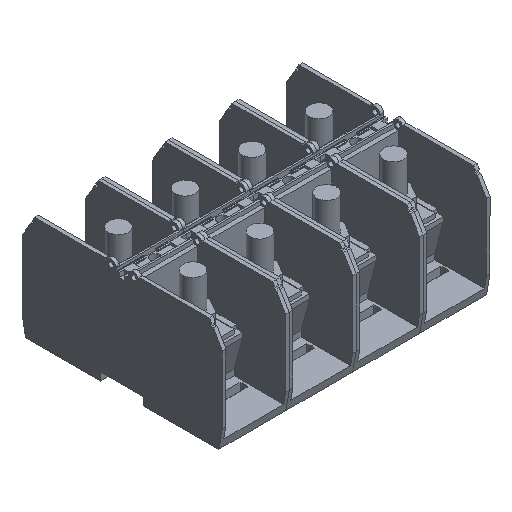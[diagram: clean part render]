
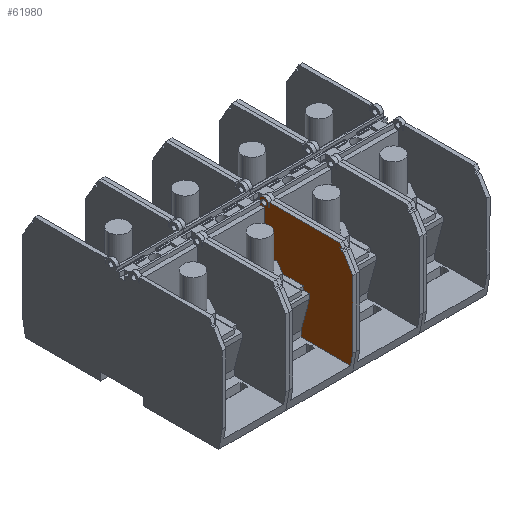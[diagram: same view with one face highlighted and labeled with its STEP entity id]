
A CAD part, isometric view. The second image highlights one B-rep face of the part: STEP entity #61980.
In plain terms, the highlighted face is planar.
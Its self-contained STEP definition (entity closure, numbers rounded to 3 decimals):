
#56240=CARTESIAN_POINT('',(84.615,-167.6,-39.35));
#56250=VERTEX_POINT('',#56240);
#56280=CARTESIAN_POINT('',(77.046,-210.526,
-39.35));
#56290=DIRECTION('',(-0.174,-0.985,
0.));
#56300=VECTOR('',#56290,1.);
#56310=LINE('',#56280,#56300);
#56320=CARTESIAN_POINT('',(82.949,-177.053,
-39.35));
#56330=VERTEX_POINT('',#56320);
#56340=EDGE_CURVE('',#56250,#56330,#56310,.T.);
#57620=CARTESIAN_POINT('',(154.949,-244.6,
-39.35));
#57630=VERTEX_POINT('',#57620);
#57660=CARTESIAN_POINT('',(154.949,-210.526,
-39.35));
#57670=DIRECTION('',(0.,-1.,0.));
#57680=VECTOR('',#57670,1.);
#57690=LINE('',#57660,#57680);
#57700=CARTESIAN_POINT('',(154.949,-200.4,-39.35));
#57710=VERTEX_POINT('',#57700);
#57720=EDGE_CURVE('',#57710,#57630,#57690,.T.);
#59550=CARTESIAN_POINT('',(158.549,-244.539,
-39.35));
#59560=VERTEX_POINT('',#59550);
#59590=CARTESIAN_POINT('',(169.486,-244.355,
-39.35));
#59600=DIRECTION('',(1.,0.017,
0.));
#59610=VECTOR('',#59600,1.);
#59620=LINE('',#59590,#59610);
#59630=EDGE_CURVE('',#57630,#59560,#59620,.T.);
#59860=CARTESIAN_POINT('',(158.549,-247.75,
-39.35));
#59870=VERTEX_POINT('',#59860);
#59900=CARTESIAN_POINT('',(158.549,-210.526,
-39.35));
#59910=DIRECTION('',(0.,-1.,0.));
#59920=VECTOR('',#59910,1.);
#59930=LINE('',#59900,#59920);
#59940=EDGE_CURVE('',#59560,#59870,#59930,.T.);
#60070=CARTESIAN_POINT('',(103.749,-212.95,
-39.35));
#60080=DIRECTION('',(0.,0.,1.));
#60090=DIRECTION('',(-1.,0.,0.));
#60100=AXIS2_PLACEMENT_3D('',#60070,#60080,#60090);
#60110=PLANE('',#60100);
#60120=CARTESIAN_POINT('',(169.486,-260.781,
-39.35));
#60130=DIRECTION('',(-0.985,0.174,
0.));
#60140=VECTOR('',#60130,1.);
#60150=LINE('',#60120,#60140);
#60160=CARTESIAN_POINT('',(93.299,-247.348,
-39.35));
#60170=VERTEX_POINT('',#60160);
#60180=CARTESIAN_POINT('',(91.458,-247.023,
-39.35));
#60190=VERTEX_POINT('',#60180);
#60200=EDGE_CURVE('',#60170,#60190,#60150,.T.);
#60210=ORIENTED_EDGE('',*,*,#60200,.T.);
#60220=CARTESIAN_POINT('',(72.04,-210.526,
-39.35));
#60230=DIRECTION('',(0.5,-0.866,0.));
#60240=VECTOR('',#60230,1.);
#60250=LINE('',#60220,#60240);
#60260=CARTESIAN_POINT('',(91.978,-245.06,
-39.35));
#60270=VERTEX_POINT('',#60260);
#60280=EDGE_CURVE('',#60270,#60170,#60250,.T.);
#60290=ORIENTED_EDGE('',*,*,#60280,.T.);
#60300=CARTESIAN_POINT('',(169.486,-245.06,
-39.35));
#60310=DIRECTION('',(1.,0.,0.));
#60320=VECTOR('',#60310,1.);
#60330=LINE('',#60300,#60320);
#60340=CARTESIAN_POINT('',(90.324,-245.06,
-39.35));
#60350=VERTEX_POINT('',#60340);
#60360=EDGE_CURVE('',#60350,#60270,#60330,.T.);
#60370=ORIENTED_EDGE('',*,*,#60360,.T.);
#60380=CARTESIAN_POINT('',(70.386,-210.526,
-39.35));
#60390=DIRECTION('',(0.5,-0.866,
0.));
#60400=VECTOR('',#60390,1.);
#60410=LINE('',#60380,#60400);
#60420=CARTESIAN_POINT('',(82.949,-232.285,
-39.35));
#60430=VERTEX_POINT('',#60420);
#60440=EDGE_CURVE('',#60430,#60350,#60410,.T.);
#60450=ORIENTED_EDGE('',*,*,#60440,.T.);
#60460=CARTESIAN_POINT('',(82.949,-210.526,
-39.35));
#60470=DIRECTION('',(0.,-1.,0.));
#60480=VECTOR('',#60470,1.);
#60490=LINE('',#60460,#60480);
#60500=EDGE_CURVE('',#56330,#60430,#60490,.T.);
#60510=ORIENTED_EDGE('',*,*,#60500,.T.);
#60520=ORIENTED_EDGE('',*,*,#56340,.T.);
#60530=CARTESIAN_POINT('',(169.486,-167.6,-39.35));
#60540=DIRECTION('',(1.,0.,0.));
#60550=VECTOR('',#60540,1.);
#60560=LINE('',#60530,#60550);
#60570=CARTESIAN_POINT('',(125.199,-167.6,-39.35));
#60580=VERTEX_POINT('',#60570);
#60590=EDGE_CURVE('',#56250,#60580,#60560,.T.);
#60600=ORIENTED_EDGE('',*,*,#60590,.F.);
#60610=CARTESIAN_POINT('',(125.199,-210.526,
-39.35));
#60620=DIRECTION('',(0.,-1.,0.));
#60630=VECTOR('',#60620,1.);
#60640=LINE('',#60610,#60630);
#60650=CARTESIAN_POINT('',(125.199,-172.265,
-39.35));
#60660=VERTEX_POINT('',#60650);
#60670=EDGE_CURVE('',#60580,#60660,#60640,.T.);
#60680=ORIENTED_EDGE('',*,*,#60670,.F.);
#60690=CARTESIAN_POINT('',(114.947,-210.526,
-39.35));
#60700=DIRECTION('',(-0.259,-0.966,
0.));
#60710=VECTOR('',#60700,1.);
#60720=LINE('',#60690,#60710);
#60730=CARTESIAN_POINT('',(118.249,-198.203,
-39.35));
#60740=VERTEX_POINT('',#60730);
#60750=EDGE_CURVE('',#60660,#60740,#60720,.T.);
#60760=ORIENTED_EDGE('',*,*,#60750,.F.);
#60770=CARTESIAN_POINT('',(118.249,-210.526,
-39.35));
#60780=DIRECTION('',(0.,-1.,0.));
#60790=VECTOR('',#60780,1.);
#60800=LINE('',#60770,#60790);
#60810=CARTESIAN_POINT('',(118.249,-201.9,-39.35));
#60820=VERTEX_POINT('',#60810);
#60830=EDGE_CURVE('',#60740,#60820,#60800,.T.);
#60840=ORIENTED_EDGE('',*,*,#60830,.F.);
#60850=CARTESIAN_POINT('',(169.486,-201.9,-39.35));
#60860=DIRECTION('',(1.,0.,0.));
#60870=VECTOR('',#60860,1.);
#60880=LINE('',#60850,#60870);
#60890=CARTESIAN_POINT('',(123.249,-201.9,-39.35));
#60900=VERTEX_POINT('',#60890);
#60910=EDGE_CURVE('',#60820,#60900,#60880,.T.);
#60920=ORIENTED_EDGE('',*,*,#60910,.F.);
#60930=CARTESIAN_POINT('',(123.249,-210.526,
-39.35));
#60940=DIRECTION('',(0.,-1.,0.));
#60950=VECTOR('',#60940,1.);
#60960=LINE('',#60930,#60950);
#60970=CARTESIAN_POINT('',(123.249,-204.9,
-39.35));
#60980=VERTEX_POINT('',#60970);
#60990=EDGE_CURVE('',#60900,#60980,#60960,.T.);
#61000=ORIENTED_EDGE('',*,*,#60990,.F.);
#61010=CARTESIAN_POINT('',(169.486,-204.9,
-39.35));
#61020=DIRECTION('',(1.,0.,0.));
#61030=VECTOR('',#61020,1.);
#61040=LINE('',#61010,#61030);
#61050=CARTESIAN_POINT('',(148.599,-204.9,
-39.35));
#61060=VERTEX_POINT('',#61050);
#61070=EDGE_CURVE('',#60980,#61060,#61040,.T.);
#61080=ORIENTED_EDGE('',*,*,#61070,.F.);
#61090=CARTESIAN_POINT('',(148.599,-210.526,
-39.35));
#61100=DIRECTION('',(0.,1.,0.));
#61110=VECTOR('',#61100,1.);
#61120=LINE('',#61090,#61110);
#61130=CARTESIAN_POINT('',(148.599,-200.4,-39.35));
#61140=VERTEX_POINT('',#61130);
#61150=EDGE_CURVE('',#61060,#61140,#61120,.T.);
#61160=ORIENTED_EDGE('',*,*,#61150,.F.);
#61170=CARTESIAN_POINT('',(169.486,-200.4,-39.35));
#61180=DIRECTION('',(1.,0.,0.));
#61190=VECTOR('',#61180,1.);
#61200=LINE('',#61170,#61190);
#61210=EDGE_CURVE('',#61140,#57710,#61200,.T.);
#61220=ORIENTED_EDGE('',*,*,#61210,.F.);
#61230=ORIENTED_EDGE('',*,*,#57720,.F.);
#61240=ORIENTED_EDGE('',*,*,#59630,.F.);
#61250=ORIENTED_EDGE('',*,*,#59940,.F.);
#61260=CARTESIAN_POINT('',(169.486,-247.75,
-39.35));
#61270=DIRECTION('',(1.,0.,0.));
#61280=VECTOR('',#61270,1.);
#61290=LINE('',#61260,#61280);
#61300=CARTESIAN_POINT('',(159.546,-247.75,
-39.35));
#61310=VERTEX_POINT('',#61300);
#61320=EDGE_CURVE('',#59870,#61310,#61290,.T.);
#61330=ORIENTED_EDGE('',*,*,#61320,.F.);
#61340=CARTESIAN_POINT('',(155.549,-247.9,
-39.35));
#61350=DIRECTION('',(0.,0.,-1.));
#61360=DIRECTION('',(1.,0.,0.));
#61370=AXIS2_PLACEMENT_3D('',#61340,#61350,#61360);
#61380=CIRCLE('',#61370,4.);
#61390=CARTESIAN_POINT('',(151.599,-248.53,
-39.35));
#61400=VERTEX_POINT('',#61390);
#61410=EDGE_CURVE('',#61310,#61400,#61380,.T.);
#61420=ORIENTED_EDGE('',*,*,#61410,.F.);
#61430=CARTESIAN_POINT('',(151.599,-210.526,
-39.35));
#61440=DIRECTION('',(0.,-1.,0.));
#61450=VECTOR('',#61440,1.);
#61460=LINE('',#61430,#61450);
#61470=CARTESIAN_POINT('',(151.599,-246.4,
-39.35));
#61480=VERTEX_POINT('',#61470);
#61490=EDGE_CURVE('',#61480,#61400,#61460,.T.);
#61500=ORIENTED_EDGE('',*,*,#61490,.T.);
#61510=CARTESIAN_POINT('',(169.486,-246.4,
-39.35));
#61520=DIRECTION('',(1.,0.,0.));
#61530=VECTOR('',#61520,1.);
#61540=LINE('',#61510,#61530);
#61550=CARTESIAN_POINT('',(150.949,-246.4,
-39.35));
#61560=VERTEX_POINT('',#61550);
#61570=EDGE_CURVE('',#61560,#61480,#61540,.T.);
#61580=ORIENTED_EDGE('',*,*,#61570,.T.);
#61590=CARTESIAN_POINT('',(150.949,-210.526,
-39.35));
#61600=DIRECTION('',(0.,1.,0.));
#61610=VECTOR('',#61600,1.);
#61620=LINE('',#61590,#61610);
#61630=CARTESIAN_POINT('',(150.949,-250.3,
-39.35));
#61640=VERTEX_POINT('',#61630);
#61650=EDGE_CURVE('',#61640,#61560,#61620,.T.);
#61660=ORIENTED_EDGE('',*,*,#61650,.T.);
#61670=CARTESIAN_POINT('',(169.486,-250.3,
-39.35));
#61680=DIRECTION('',(1.,0.,0.));
#61690=VECTOR('',#61680,1.);
#61700=LINE('',#61670,#61690);
#61710=CARTESIAN_POINT('',(93.35,-250.3,-39.35));
#61720=VERTEX_POINT('',#61710);
#61730=EDGE_CURVE('',#61720,#61640,#61700,.T.);
#61740=ORIENTED_EDGE('',*,*,#61730,.T.);
#61750=CARTESIAN_POINT('',(70.386,-210.526,
-39.35));
#61760=DIRECTION('',(0.5,-0.866,
0.));
#61770=VECTOR('',#61760,1.);
#61780=LINE('',#61750,#61770);
#61790=EDGE_CURVE('',#60190,#61720,#61780,.T.);
#61800=ORIENTED_EDGE('',*,*,#61790,.T.);
#61810=EDGE_LOOP('',(#61800,#61740,#61660,#61580,#61500,#61420,#61330,
#61250,#61240,#61230,#61220,#61160,#61080,#61000,#60920,#60840,#60760,
#60680,#60600,#60520,#60510,#60450,#60370,#60290,#60210));
#61820=FACE_OUTER_BOUND('',#61810,.T.);
#61830=CARTESIAN_POINT('',(155.549,-247.9,
-39.35));
#61840=DIRECTION('',(0.,0.,-1.));
#61850=DIRECTION('',(1.,0.,0.));
#61860=AXIS2_PLACEMENT_3D('',#61830,#61840,#61850);
#61870=CIRCLE('',#61860,2.05);
#61880=CARTESIAN_POINT('',(157.599,-247.9,
-39.35));
#61890=VERTEX_POINT('',#61880);
#61900=CARTESIAN_POINT('',(153.499,-247.9,
-39.35));
#61910=VERTEX_POINT('',#61900);
#61920=EDGE_CURVE('',#61890,#61910,#61870,.T.);
#61930=ORIENTED_EDGE('',*,*,#61920,.T.);
#61940=EDGE_CURVE('',#61910,#61890,#61870,.T.);
#61950=ORIENTED_EDGE('',*,*,#61940,.T.);
#61960=EDGE_LOOP('',(#61950,#61930));
#61970=FACE_BOUND('',#61960,.T.);
#61980=ADVANCED_FACE('',(#61820,#61970),#60110,.T.);
